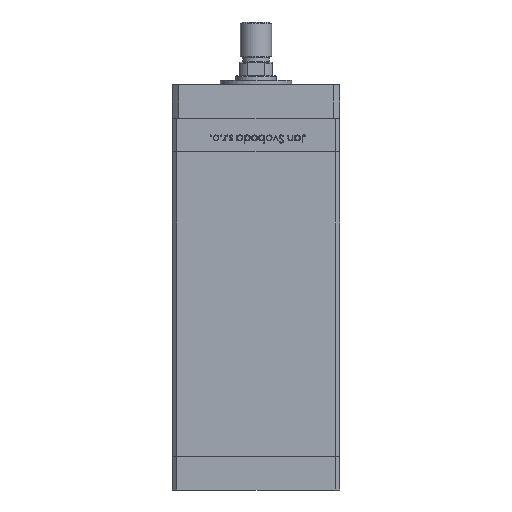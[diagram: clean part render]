
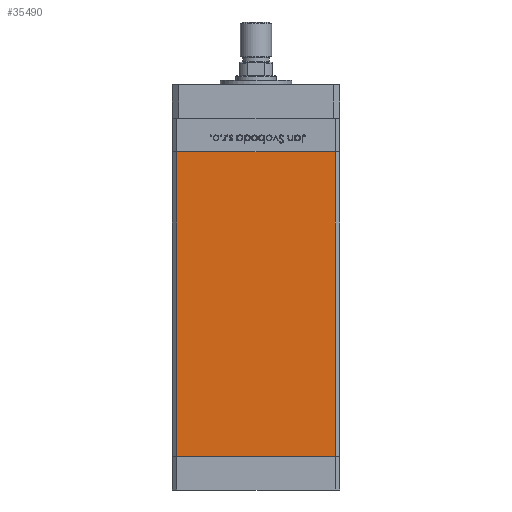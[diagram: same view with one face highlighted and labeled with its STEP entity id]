
A CAD part, front view. The second image highlights one B-rep face of the part: STEP entity #35490.
In plain terms, the highlighted planar face has unit normal (0, -1, 0).
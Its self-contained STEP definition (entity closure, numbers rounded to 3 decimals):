
#395 = CARTESIAN_POINT ( 'NONE',  ( -35.5, -32.5, 136. ) ) ;
#3483 = CARTESIAN_POINT ( 'NONE',  ( -35.5, -32.5, 136. ) ) ;
#4507 = VECTOR ( 'NONE', #40636, 1000. ) ;
#4846 = DIRECTION ( 'NONE',  ( 0., 0., 1. ) ) ;
#8063 = ORIENTED_EDGE ( 'NONE', *, *, #16771, .F. ) ;
#8593 = DIRECTION ( 'NONE',  ( 0., 0., -1. ) ) ;
#12127 = VERTEX_POINT ( 'NONE', #13442 ) ;
#12792 = DIRECTION ( 'NONE',  ( 0., 1., 0. ) ) ;
#13442 = CARTESIAN_POINT ( 'NONE',  ( 35.5, -32.5, 0. ) ) ;
#14451 = VERTEX_POINT ( 'NONE', #51357 ) ;
#16744 = EDGE_CURVE ( 'NONE', #29244, #12127, #32175, .T. ) ;
#16771 = EDGE_CURVE ( 'NONE', #14451, #29244, #20158, .T. ) ;
#18780 = ORIENTED_EDGE ( 'NONE', *, *, #16744, .F. ) ;
#19536 = VECTOR ( 'NONE', #27485, 1000. ) ;
#19710 = VECTOR ( 'NONE', #8593, 1000. ) ;
#20158 = LINE ( 'NONE', #3483, #50751 ) ;
#20421 = DIRECTION ( 'NONE',  ( 1., 0., 0. ) ) ;
#25102 = PLANE ( 'NONE',  #26011 ) ;
#26011 = AXIS2_PLACEMENT_3D ( 'NONE', #49669, #12792, #4846 ) ;
#27485 = DIRECTION ( 'NONE',  ( 1., 0., 0. ) ) ;
#28029 = EDGE_CURVE ( 'NONE', #14451, #35065, #29632, .T. ) ;
#28644 = FACE_OUTER_BOUND ( 'NONE', #41925, .T. ) ;
#29244 = VERTEX_POINT ( 'NONE', #40991 ) ;
#29632 = LINE ( 'NONE', #395, #19710 ) ;
#31627 = CARTESIAN_POINT ( 'NONE',  ( -35.5, -32.5, 0. ) ) ;
#32175 = LINE ( 'NONE', #41444, #4507 ) ;
#32648 = CARTESIAN_POINT ( 'NONE',  ( -35.5, -32.5, 0. ) ) ;
#35065 = VERTEX_POINT ( 'NONE', #31627 ) ;
#35490 = ADVANCED_FACE ( 'NONE', ( #28644 ), #25102, .F. ) ;
#40636 = DIRECTION ( 'NONE',  ( 0., 0., -1. ) ) ;
#40991 = CARTESIAN_POINT ( 'NONE',  ( 35.5, -32.5, 136. ) ) ;
#41444 = CARTESIAN_POINT ( 'NONE',  ( 35.5, -32.5, 136. ) ) ;
#41925 = EDGE_LOOP ( 'NONE', ( #42530, #18780, #8063, #43758 ) ) ;
#42530 = ORIENTED_EDGE ( 'NONE', *, *, #50466, .T. ) ;
#43758 = ORIENTED_EDGE ( 'NONE', *, *, #28029, .T. ) ;
#44144 = LINE ( 'NONE', #32648, #19536 ) ;
#49669 = CARTESIAN_POINT ( 'NONE',  ( -35.5, -32.5, 136. ) ) ;
#50466 = EDGE_CURVE ( 'NONE', #35065, #12127, #44144, .T. ) ;
#50751 = VECTOR ( 'NONE', #20421, 1000. ) ;
#51357 = CARTESIAN_POINT ( 'NONE',  ( -35.5, -32.5, 136. ) ) ;
